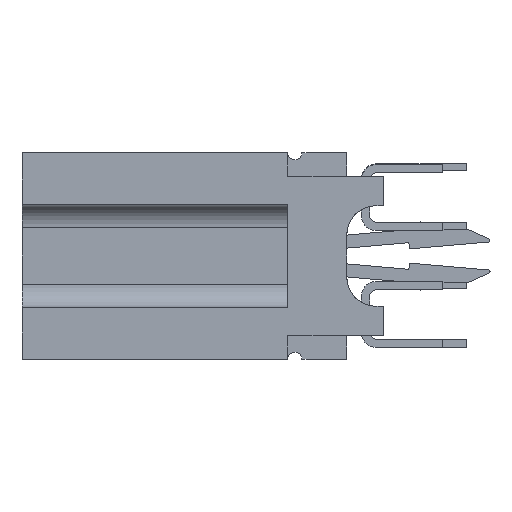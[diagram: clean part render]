
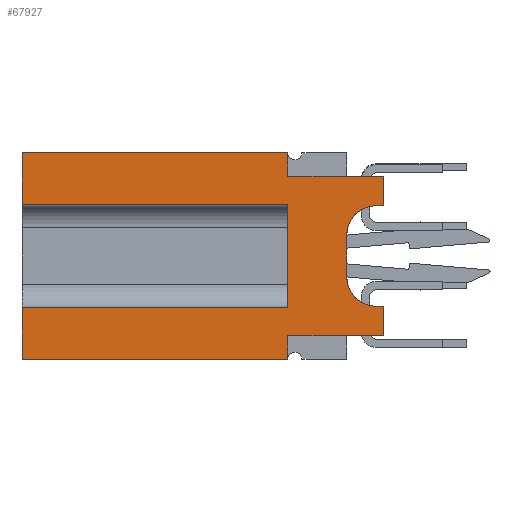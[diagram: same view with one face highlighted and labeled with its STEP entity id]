
A CAD part, left-side view. The second image highlights one B-rep face of the part: STEP entity #67927.
In plain terms, the highlighted planar face has unit normal (-1, 0, 0).
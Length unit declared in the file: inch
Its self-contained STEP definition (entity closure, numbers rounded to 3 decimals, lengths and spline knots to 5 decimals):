
#154=DIRECTION('',(0.,-1.,0.));
#155=VECTOR('',#154,0.45);
#156=CARTESIAN_POINT('',(-0.72,0.6125,0.175));
#157=LINE('',#156,#155);
#23560=DIRECTION('',(0.,1.,0.));
#23561=VECTOR('',#23560,0.0135);
#23562=CARTESIAN_POINT('',(-0.72,0.,0.085));
#23563=LINE('',#23562,#23561);
#23564=DIRECTION('',(0.,0.,1.));
#23565=VECTOR('',#23564,0.072);
#23566=CARTESIAN_POINT('',(-0.72,0.0625,-0.036));
#23567=LINE('',#23566,#23565);
#23568=DIRECTION('',(0.,1.,0.));
#23569=VECTOR('',#23568,0.0135);
#23570=CARTESIAN_POINT('',(-0.72,0.,-0.085));
#23571=LINE('',#23570,#23569);
#23572=DIRECTION('',(0.,0.,1.));
#23573=VECTOR('',#23572,0.04);
#23574=CARTESIAN_POINT('',(-0.72,0.1625,-0.175));
#23575=LINE('',#23574,#23573);
#23576=DIRECTION('',(0.,0.,-1.));
#23577=VECTOR('',#23576,0.0875);
#23578=CARTESIAN_POINT('',(-0.72,0.6125,-0.0875));
#23579=LINE('',#23578,#23577);
#23580=DIRECTION('',(0.,-1.,0.));
#23581=VECTOR('',#23580,0.45);
#23582=CARTESIAN_POINT('',(-0.72,0.6125,-0.0875));
#23583=LINE('',#23582,#23581);
#23584=DIRECTION('',(0.,0.,1.));
#23585=VECTOR('',#23584,0.175);
#23586=CARTESIAN_POINT('',(-0.72,0.1625,-0.0875));
#23587=LINE('',#23586,#23585);
#23588=DIRECTION('',(0.,-1.,0.));
#23589=VECTOR('',#23588,0.45);
#23590=CARTESIAN_POINT('',(-0.72,0.6125,0.0875));
#23591=LINE('',#23590,#23589);
#23592=DIRECTION('',(0.,0.,-1.));
#23593=VECTOR('',#23592,0.0875);
#23594=CARTESIAN_POINT('',(-0.72,0.6125,0.175));
#23595=LINE('',#23594,#23593);
#23596=DIRECTION('',(0.,0.,-1.));
#23597=VECTOR('',#23596,0.04);
#23598=CARTESIAN_POINT('',(-0.72,0.1625,0.175));
#23599=LINE('',#23598,#23597);
#23646=DIRECTION('',(0.,1.,0.));
#23647=VECTOR('',#23646,0.1625);
#23648=CARTESIAN_POINT('',(-0.72,0.,0.135));
#23649=LINE('',#23648,#23647);
#23706=DIRECTION('',(0.,0.,-1.));
#23707=VECTOR('',#23706,0.05);
#23708=CARTESIAN_POINT('',(-0.72,0.,0.135));
#23709=LINE('',#23708,#23707);
#23758=DIRECTION('',(0.,0.,-1.));
#23759=VECTOR('',#23758,0.05);
#23760=CARTESIAN_POINT('',(-0.72,0.,-0.085));
#23761=LINE('',#23760,#23759);
#23881=DIRECTION('',(0.,-1.,0.));
#23882=VECTOR('',#23881,0.1625);
#23883=CARTESIAN_POINT('',(-0.72,0.1625,-0.135));
#23884=LINE('',#23883,#23882);
#24084=DIRECTION('',(0.,-1.,0.));
#24085=VECTOR('',#24084,0.45);
#24086=CARTESIAN_POINT('',(-0.72,0.6125,-0.175));
#24087=LINE('',#24086,#24085);
#24253=CARTESIAN_POINT('',(-0.72,0.0135,-0.036));
#24254=DIRECTION('',(1.,0.,0.));
#24255=DIRECTION('',(0.,0.,-1.));
#24256=AXIS2_PLACEMENT_3D('',#24253,#24254,#24255);
#24281=CARTESIAN_POINT('',(-0.72,0.0135,0.036));
#24282=DIRECTION('',(1.,0.,0.));
#24283=DIRECTION('',(0.,1.,0.));
#24284=AXIS2_PLACEMENT_3D('',#24281,#24282,#24283);
#26119=CARTESIAN_POINT('',(-0.72,0.6125,0.175));
#26121=VERTEX_POINT('',#26119);
#26123=CARTESIAN_POINT('',(-0.72,0.6125,-0.175));
#26125=VERTEX_POINT('',#26123);
#26142=CARTESIAN_POINT('',(-0.72,0.,0.085));
#26144=VERTEX_POINT('',#26142);
#26154=CARTESIAN_POINT('',(-0.72,0.,-0.085));
#26156=VERTEX_POINT('',#26154);
#26190=CARTESIAN_POINT('',(-0.72,0.,0.135));
#26191=VERTEX_POINT('',#26190);
#26192=CARTESIAN_POINT('',(-0.72,0.,-0.135));
#26193=VERTEX_POINT('',#26192);
#26215=CARTESIAN_POINT('',(-0.72,0.0135,0.085));
#26217=VERTEX_POINT('',#26215);
#26219=CARTESIAN_POINT('',(-0.72,0.0625,0.036));
#26221=VERTEX_POINT('',#26219);
#26223=CARTESIAN_POINT('',(-0.72,0.0625,-0.036));
#26225=VERTEX_POINT('',#26223);
#26227=CARTESIAN_POINT('',(-0.72,0.0135,-0.085));
#26229=VERTEX_POINT('',#26227);
#26326=CARTESIAN_POINT('',(-0.72,0.6125,-0.0875));
#26327=CARTESIAN_POINT('',(-0.72,0.1625,-0.0875));
#26328=VERTEX_POINT('',#26326);
#26329=VERTEX_POINT('',#26327);
#26330=CARTESIAN_POINT('',(-0.72,0.1625,0.0875));
#26331=VERTEX_POINT('',#26330);
#26332=CARTESIAN_POINT('',(-0.72,0.6125,0.0875));
#26333=VERTEX_POINT('',#26332);
#26370=CARTESIAN_POINT('',(-0.72,0.1625,0.175));
#26372=VERTEX_POINT('',#26370);
#26378=CARTESIAN_POINT('',(-0.72,0.1625,-0.175));
#26380=VERTEX_POINT('',#26378);
#26382=CARTESIAN_POINT('',(-0.72,0.1625,0.135));
#26383=VERTEX_POINT('',#26382);
#26384=CARTESIAN_POINT('',(-0.72,0.1625,-0.135));
#26385=VERTEX_POINT('',#26384);
#67891=CARTESIAN_POINT('',(-0.72,0.6125,0.175));
#67892=DIRECTION('',(-1.,0.,0.));
#67893=DIRECTION('',(0.,-1.,0.));
#67894=AXIS2_PLACEMENT_3D('',#67891,#67892,#67893);
#67895=PLANE('',#67894);
#67897=ORIENTED_EDGE('',*,*,#67896,.F.);
#67899=ORIENTED_EDGE('',*,*,#67898,.T.);
#67901=ORIENTED_EDGE('',*,*,#67900,.T.);
#67903=ORIENTED_EDGE('',*,*,#67902,.F.);
#67904=ORIENTED_EDGE('',*,*,#34409,.F.);
#67906=ORIENTED_EDGE('',*,*,#67905,.F.);
#67908=ORIENTED_EDGE('',*,*,#67907,.F.);
#67910=ORIENTED_EDGE('',*,*,#67909,.T.);
#67912=ORIENTED_EDGE('',*,*,#67911,.F.);
#67914=ORIENTED_EDGE('',*,*,#67913,.F.);
#67916=ORIENTED_EDGE('',*,*,#67915,.F.);
#67917=ORIENTED_EDGE('',*,*,#67573,.F.);
#67918=ORIENTED_EDGE('',*,*,#67885,.T.);
#67919=ORIENTED_EDGE('',*,*,#67845,.T.);
#67920=ORIENTED_EDGE('',*,*,#67813,.F.);
#67921=ORIENTED_EDGE('',*,*,#67592,.F.);
#67922=ORIENTED_EDGE('',*,*,#34349,.T.);
#67924=ORIENTED_EDGE('',*,*,#67923,.T.);
#67925=EDGE_LOOP('',(#67897,#67899,#67901,#67903,#67904,#67906,#67908,#67910,
#67912,#67914,#67916,#67917,#67918,#67919,#67920,#67921,#67922,#67924));
#67926=FACE_OUTER_BOUND('',#67925,.F.);
#24257=CIRCLE('',#24256,0.049);
#24285=CIRCLE('',#24284,0.049);
#34349=EDGE_CURVE('',#26121,#26372,#157,.T.);
#34409=EDGE_CURVE('',#26225,#26221,#23567,.T.);
#67573=EDGE_CURVE('',#26328,#26125,#23579,.T.);
#67592=EDGE_CURVE('',#26121,#26333,#23595,.T.);
#67813=EDGE_CURVE('',#26333,#26331,#23591,.T.);
#67845=EDGE_CURVE('',#26329,#26331,#23587,.T.);
#67885=EDGE_CURVE('',#26328,#26329,#23583,.T.);
#67896=EDGE_CURVE('',#26191,#26383,#23649,.T.);
#67898=EDGE_CURVE('',#26191,#26144,#23709,.T.);
#67900=EDGE_CURVE('',#26144,#26217,#23563,.T.);
#67902=EDGE_CURVE('',#26221,#26217,#24285,.T.);
#67905=EDGE_CURVE('',#26229,#26225,#24257,.T.);
#67907=EDGE_CURVE('',#26156,#26229,#23571,.T.);
#67909=EDGE_CURVE('',#26156,#26193,#23761,.T.);
#67911=EDGE_CURVE('',#26385,#26193,#23884,.T.);
#67913=EDGE_CURVE('',#26380,#26385,#23575,.T.);
#67915=EDGE_CURVE('',#26125,#26380,#24087,.T.);
#67923=EDGE_CURVE('',#26372,#26383,#23599,.T.);
#67927=ADVANCED_FACE('',(#67926),#67895,.T.);
